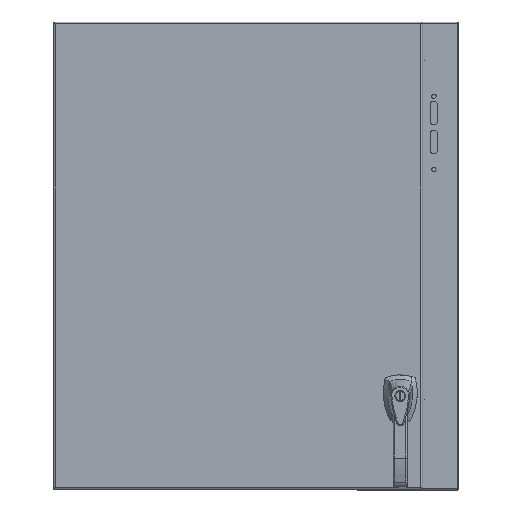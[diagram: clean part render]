
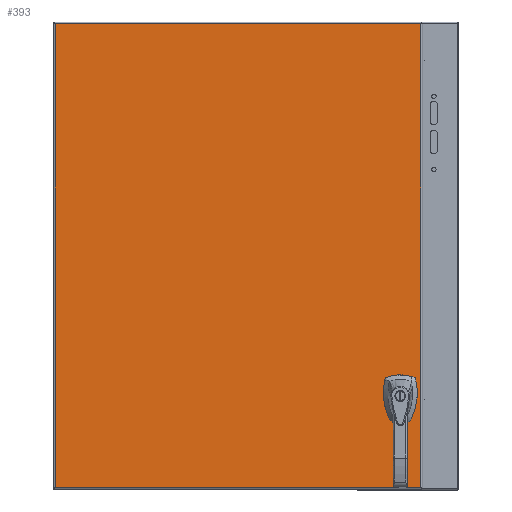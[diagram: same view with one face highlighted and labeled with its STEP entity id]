
A CAD part, front view. The second image highlights one B-rep face of the part: STEP entity #393.
In plain terms, the highlighted planar face has unit normal (0, -1, 0).
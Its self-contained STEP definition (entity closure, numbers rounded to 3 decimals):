
#205 = EDGE_CURVE ( 'NONE', #47607, #36000, #48694, .T. ) ;
#393 = ADVANCED_FACE ( 'NONE', ( #5426, #62398, #17760 ), #33379, .T. ) ;
#1153 = VERTEX_POINT ( 'NONE', #55998 ) ;
#1442 = LINE ( 'NONE', #67895, #18519 ) ;
#2068 = CARTESIAN_POINT ( 'NONE',  ( 241.262, -224.46, -218.554 ) ) ;
#2205 = CARTESIAN_POINT ( 'NONE',  ( -327.012, -224.46, -218.554 ) ) ;
#2393 = CARTESIAN_POINT ( 'NONE',  ( 241.262, -224.46, -218.554 ) ) ;
#2783 = CARTESIAN_POINT ( 'NONE',  ( 235.395, -224.46, -266.827 ) ) ;
#3297 = VECTOR ( 'NONE', #29659, 1000. ) ;
#3659 = VECTOR ( 'NONE', #37953, 1000. ) ;
#3789 = ORIENTED_EDGE ( 'NONE', *, *, #205, .T. ) ;
#4511 = ORIENTED_EDGE ( 'NONE', *, *, #44199, .T. ) ;
#4643 = DIRECTION ( 'NONE',  ( 0.707, 0., 0.707 ) ) ;
#5038 = VERTEX_POINT ( 'NONE', #71733 ) ;
#5323 = ORIENTED_EDGE ( 'NONE', *, *, #41635, .T. ) ;
#5426 = FACE_OUTER_BOUND ( 'NONE', #55434, .T. ) ;
#5772 = EDGE_CURVE ( 'NONE', #66642, #47607, #30392, .T. ) ;
#6849 = DIRECTION ( 'NONE',  ( 0., 0., -1. ) ) ;
#8219 = LINE ( 'NONE', #63777, #27056 ) ;
#12436 = LINE ( 'NONE', #68700, #23071 ) ;
#12637 = DIRECTION ( 'NONE',  ( 0.707, 0., -0.707 ) ) ;
#12724 = DIRECTION ( 'NONE',  ( 0., 0., -1. ) ) ;
#12982 = LINE ( 'NONE', #35104, #3297 ) ;
#13066 = ORIENTED_EDGE ( 'NONE', *, *, #40917, .T. ) ;
#13404 = ORIENTED_EDGE ( 'NONE', *, *, #21693, .T. ) ;
#14335 = ORIENTED_EDGE ( 'NONE', *, *, #40883, .T. ) ;
#14512 = DIRECTION ( 'NONE',  ( -1., 0., 0. ) ) ;
#15133 = CARTESIAN_POINT ( 'NONE',  ( 269.164, -224.46, -377.876 ) ) ;
#15843 = CARTESIAN_POINT ( 'NONE',  ( 245.44, -224.46, -234.467 ) ) ;
#17061 = CARTESIAN_POINT ( 'NONE',  ( 241.262, -224.46, -238.646 ) ) ;
#17170 = LINE ( 'NONE', #39314, #48638 ) ;
#17659 = ORIENTED_EDGE ( 'NONE', *, *, #53565, .T. ) ;
#17760 = FACE_BOUND ( 'NONE', #42550, .T. ) ;
#18519 = VECTOR ( 'NONE', #57370, 1000. ) ;
#18627 = ORIENTED_EDGE ( 'NONE', *, *, #26266, .T. ) ;
#18676 = EDGE_LOOP ( 'NONE', ( #17659, #66204, #20470, #19524, #3789, #5323, #23832, #18627 ) ) ;
#19524 = ORIENTED_EDGE ( 'NONE', *, *, #5772, .T. ) ;
#19943 = CARTESIAN_POINT ( 'NONE',  ( -327.012, -224.46, 377.85 ) ) ;
#20470 = ORIENTED_EDGE ( 'NONE', *, *, #57468, .T. ) ;
#20822 = AXIS2_PLACEMENT_3D ( 'NONE', #29006, #45395, #6849 ) ;
#21308 = EDGE_CURVE ( 'NONE', #24197, #24197, #25499, .T. ) ;
#21693 = EDGE_CURVE ( 'NONE', #65612, #42393, #69687, .T. ) ;
#23071 = VECTOR ( 'NONE', #68332, 1000. ) ;
#23143 = VECTOR ( 'NONE', #64121, 1000. ) ;
#23337 = ORIENTED_EDGE ( 'NONE', *, *, #21308, .T. ) ;
#23832 = ORIENTED_EDGE ( 'NONE', *, *, #35890, .T. ) ;
#24197 = VERTEX_POINT ( 'NONE', #2783 ) ;
#24351 = DIRECTION ( 'NONE',  ( 1., 0., 0. ) ) ;
#25499 = CIRCLE ( 'NONE', #46377, 4.242 ) ;
#26266 = EDGE_CURVE ( 'NONE', #30833, #37720, #1442, .T. ) ;
#27056 = VECTOR ( 'NONE', #28946, 1000. ) ;
#28324 = CARTESIAN_POINT ( 'NONE',  ( 235.395, -224.46, -262.585 ) ) ;
#28946 = DIRECTION ( 'NONE',  ( 0., 0., 1. ) ) ;
#29006 = CARTESIAN_POINT ( 'NONE',  ( -327.012, -224.46, -377.876 ) ) ;
#29659 = DIRECTION ( 'NONE',  ( -0.707, 0., -0.707 ) ) ;
#30392 = LINE ( 'NONE', #2068, #39658 ) ;
#30833 = VERTEX_POINT ( 'NONE', #58400 ) ;
#32602 = LINE ( 'NONE', #47896, #40606 ) ;
#32718 = CARTESIAN_POINT ( 'NONE',  ( -327.012, -224.46, 377.85 ) ) ;
#33379 = PLANE ( 'NONE',  #20822 ) ;
#34977 = EDGE_CURVE ( 'NONE', #48874, #5038, #32602, .T. ) ;
#35104 = CARTESIAN_POINT ( 'NONE',  ( 245.44, -224.46, -234.467 ) ) ;
#35890 = EDGE_CURVE ( 'NONE', #69760, #30833, #70676, .T. ) ;
#36000 = VERTEX_POINT ( 'NONE', #15843 ) ;
#36860 = LINE ( 'NONE', #15133, #3659 ) ;
#37720 = VERTEX_POINT ( 'NONE', #49624 ) ;
#37953 = DIRECTION ( 'NONE',  ( 0., 0., 1. ) ) ;
#39206 = CARTESIAN_POINT ( 'NONE',  ( 269.164, -224.46, 377.85 ) ) ;
#39314 = CARTESIAN_POINT ( 'NONE',  ( -327.012, -224.46, -377.876 ) ) ;
#39658 = VECTOR ( 'NONE', #12637, 1000. ) ;
#40606 = VECTOR ( 'NONE', #4643, 1000. ) ;
#40883 = EDGE_CURVE ( 'NONE', #42393, #63451, #17170, .T. ) ;
#40917 = EDGE_CURVE ( 'NONE', #63451, #1153, #12436, .T. ) ;
#41210 = CARTESIAN_POINT ( 'NONE',  ( 245.44, -224.46, -222.733 ) ) ;
#41635 = EDGE_CURVE ( 'NONE', #36000, #69760, #12982, .T. ) ;
#42393 = VERTEX_POINT ( 'NONE', #32718 ) ;
#42550 = EDGE_LOOP ( 'NONE', ( #23337 ) ) ;
#44199 = EDGE_CURVE ( 'NONE', #1153, #65612, #36860, .T. ) ;
#44981 = VECTOR ( 'NONE', #47977, 1000. ) ;
#45395 = DIRECTION ( 'NONE',  ( 0., -1., 0. ) ) ;
#46377 = AXIS2_PLACEMENT_3D ( 'NONE', #28324, #51575, #12724 ) ;
#47572 = VECTOR ( 'NONE', #14512, 1000. ) ;
#47607 = VERTEX_POINT ( 'NONE', #41210 ) ;
#47896 = CARTESIAN_POINT ( 'NONE',  ( 225.349, -224.46, -222.733 ) ) ;
#47977 = DIRECTION ( 'NONE',  ( 0., 0., -1. ) ) ;
#48638 = VECTOR ( 'NONE', #61459, 1000. ) ;
#48694 = LINE ( 'NONE', #70831, #44981 ) ;
#48874 = VERTEX_POINT ( 'NONE', #59223 ) ;
#49624 = CARTESIAN_POINT ( 'NONE',  ( 225.349, -224.46, -234.467 ) ) ;
#51575 = DIRECTION ( 'NONE',  ( 0., 1., 0. ) ) ;
#52702 = LINE ( 'NONE', #2205, #53242 ) ;
#53242 = VECTOR ( 'NONE', #24351, 1000. ) ;
#53565 = EDGE_CURVE ( 'NONE', #37720, #48874, #8219, .T. ) ;
#55434 = EDGE_LOOP ( 'NONE', ( #4511, #13404, #14335, #13066 ) ) ;
#55998 = CARTESIAN_POINT ( 'NONE',  ( 269.164, -224.46, -377.876 ) ) ;
#57370 = DIRECTION ( 'NONE',  ( -0.707, 0., 0.707 ) ) ;
#57468 = EDGE_CURVE ( 'NONE', #5038, #66642, #52702, .T. ) ;
#58400 = CARTESIAN_POINT ( 'NONE',  ( 229.527, -224.46, -238.646 ) ) ;
#59223 = CARTESIAN_POINT ( 'NONE',  ( 225.349, -224.46, -222.733 ) ) ;
#61459 = DIRECTION ( 'NONE',  ( 0., 0., -1. ) ) ;
#62398 = FACE_BOUND ( 'NONE', #18676, .T. ) ;
#62751 = CARTESIAN_POINT ( 'NONE',  ( -327.012, -224.46, -377.876 ) ) ;
#63451 = VERTEX_POINT ( 'NONE', #62751 ) ;
#63777 = CARTESIAN_POINT ( 'NONE',  ( 225.349, -224.46, -377.876 ) ) ;
#64121 = DIRECTION ( 'NONE',  ( -1., 0., 0. ) ) ;
#65561 = CARTESIAN_POINT ( 'NONE',  ( -327.012, -224.46, -238.646 ) ) ;
#65612 = VERTEX_POINT ( 'NONE', #39206 ) ;
#66204 = ORIENTED_EDGE ( 'NONE', *, *, #34977, .T. ) ;
#66642 = VERTEX_POINT ( 'NONE', #2393 ) ;
#67895 = CARTESIAN_POINT ( 'NONE',  ( 229.527, -224.46, -238.646 ) ) ;
#68332 = DIRECTION ( 'NONE',  ( 1., 0., 0. ) ) ;
#68700 = CARTESIAN_POINT ( 'NONE',  ( -327.012, -224.46, -377.876 ) ) ;
#69687 = LINE ( 'NONE', #19943, #47572 ) ;
#69760 = VERTEX_POINT ( 'NONE', #17061 ) ;
#70676 = LINE ( 'NONE', #65561, #23143 ) ;
#70831 = CARTESIAN_POINT ( 'NONE',  ( 245.44, -224.46, -377.876 ) ) ;
#71733 = CARTESIAN_POINT ( 'NONE',  ( 229.527, -224.46, -218.554 ) ) ;
